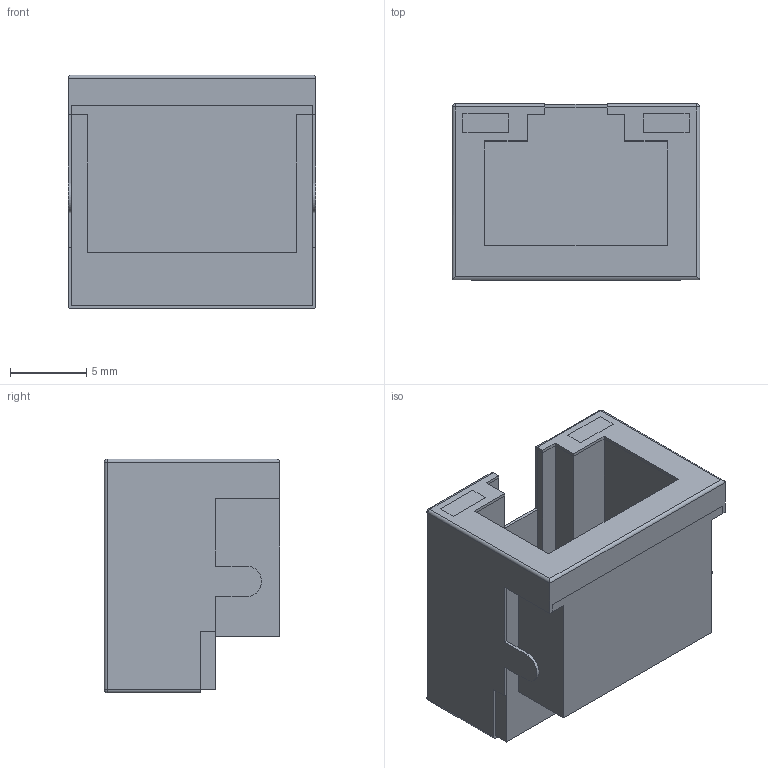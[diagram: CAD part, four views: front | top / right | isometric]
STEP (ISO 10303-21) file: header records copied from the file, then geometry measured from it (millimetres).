
FILE_DESCRIPTION(/* description */ (''),/* implementation_level */ '2;1');
FILE_NAME(/* name */ 'lan_ipt_23717d75.STEP',/* time_stamp */ '2021-11-25T09:42:48-03:00',/* author */ ('Gabriel'),/* organization */ (''),/* preprocessor_version */ 'ST-DEVELOPER v18.1',/* originating_system */ 'Autodesk Inventor 2020',/* authorisation */ '');
FILE_SCHEMA (('AUTOMOTIVE_DESIGN { 1 0 10303 214 3 1 1 }'));
Length unit declared in the file: millimetre
Products named in the file (1): lan
Bounding box: 16.2 x 11.5 x 15.3 mm (x, y, z)
Volume: 1546.5 mm3; surface area: 2907.7 mm2
Topology: 4 solids, 4 shells, 110 faces, 296 edges, 190 vertices
Faces by surface type: plane 94, cylinder 12, sphere 4
Entity records: 3432 total; most frequent: CARTESIAN_POINT 593, ORIENTED_EDGE 584, DIRECTION 536, EDGE_CURVE 292, LINE 270, VECTOR 270, VERTEX_POINT 190, AXIS2_PLACEMENT_3D 133
